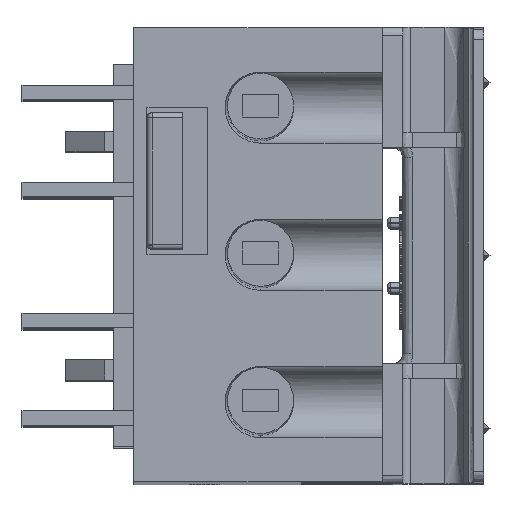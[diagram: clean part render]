
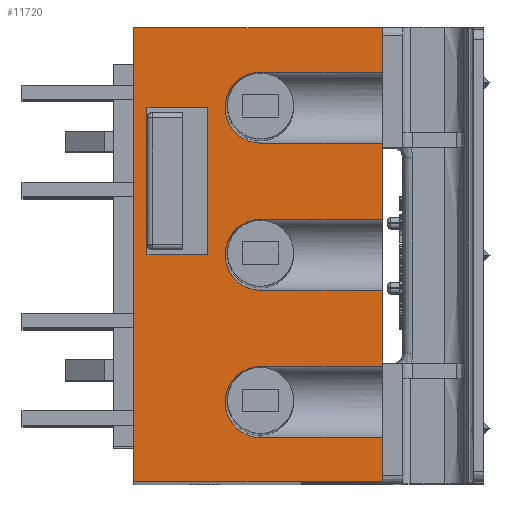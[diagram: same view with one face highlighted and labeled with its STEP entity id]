
A CAD part, top view. The second image highlights one B-rep face of the part: STEP entity #11720.
In plain terms, the highlighted planar face has unit normal (0, 0, 1).
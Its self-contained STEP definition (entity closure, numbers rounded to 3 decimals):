
#128=AXIS2_PLACEMENT_3D('Circle Axis2P3D',#126,#127,$) ;
#135=AXIS2_PLACEMENT_3D('Circle Axis2P3D',#133,#134,$) ;
#2112=AXIS2_PLACEMENT_3D('Circle Axis2P3D',#2110,#2111,$) ;
#2119=AXIS2_PLACEMENT_3D('Circle Axis2P3D',#2117,#2118,$) ;
#2168=AXIS2_PLACEMENT_3D('Circle Axis2P3D',#2166,#2167,$) ;
#2175=AXIS2_PLACEMENT_3D('Circle Axis2P3D',#2173,#2174,$) ;
#11686=AXIS2_PLACEMENT_3D('Plane Axis2P3D',#11683,#11684,#11685) ;
#123=CARTESIAN_POINT('Vertex',(12.5,40.35,80.)) ;
#126=CARTESIAN_POINT('Axis2P3D Location',(12.5,36.85,80.)) ;
#130=CARTESIAN_POINT('Vertex',(9.,36.85,80.)) ;
#133=CARTESIAN_POINT('Axis2P3D Location',(12.5,36.85,80.)) ;
#137=CARTESIAN_POINT('Vertex',(12.5,33.35,80.)) ;
#159=CARTESIAN_POINT('Line Origine',(24.5,29.6,80.)) ;
#163=CARTESIAN_POINT('Vertex',(24.5,33.35,80.)) ;
#165=CARTESIAN_POINT('Vertex',(24.5,25.85,80.)) ;
#186=CARTESIAN_POINT('Vertex',(24.5,18.85,80.)) ;
#189=CARTESIAN_POINT('Line Origine',(24.5,15.1,80.)) ;
#193=CARTESIAN_POINT('Vertex',(24.5,11.35,80.)) ;
#214=CARTESIAN_POINT('Vertex',(24.5,4.35,80.)) ;
#217=CARTESIAN_POINT('Line Origine',(24.5,2.175,80.)) ;
#221=CARTESIAN_POINT('Vertex',(24.5,0.,80.)) ;
#298=CARTESIAN_POINT('Vertex',(24.5,44.7,80.)) ;
#301=CARTESIAN_POINT('Line Origine',(24.5,42.525,80.)) ;
#305=CARTESIAN_POINT('Vertex',(24.5,40.35,80.)) ;
#2107=CARTESIAN_POINT('Vertex',(12.5,25.85,80.)) ;
#2110=CARTESIAN_POINT('Axis2P3D Location',(12.5,22.35,80.)) ;
#2114=CARTESIAN_POINT('Vertex',(9.,22.35,80.)) ;
#2117=CARTESIAN_POINT('Axis2P3D Location',(12.5,22.35,80.)) ;
#2121=CARTESIAN_POINT('Vertex',(12.5,18.85,80.)) ;
#2163=CARTESIAN_POINT('Vertex',(12.5,11.35,80.)) ;
#2166=CARTESIAN_POINT('Axis2P3D Location',(12.5,7.85,80.)) ;
#2170=CARTESIAN_POINT('Vertex',(9.,7.85,80.)) ;
#2173=CARTESIAN_POINT('Axis2P3D Location',(12.5,7.85,80.)) ;
#2177=CARTESIAN_POINT('Vertex',(12.5,4.35,80.)) ;
#2240=CARTESIAN_POINT('Vertex',(0.,0.,80.)) ;
#2243=CARTESIAN_POINT('Line Origine',(0.,22.35,80.)) ;
#2247=CARTESIAN_POINT('Vertex',(0.,44.7,80.)) ;
#8629=CARTESIAN_POINT('Vertex',(7.311,22.35,80.)) ;
#8632=CARTESIAN_POINT('Line Origine',(7.311,29.6,80.)) ;
#8636=CARTESIAN_POINT('Vertex',(7.311,36.85,80.)) ;
#8660=CARTESIAN_POINT('Vertex',(1.311,22.35,80.)) ;
#8663=CARTESIAN_POINT('Line Origine',(4.311,22.35,80.)) ;
#8684=CARTESIAN_POINT('Vertex',(1.311,36.85,80.)) ;
#8687=CARTESIAN_POINT('Line Origine',(1.311,29.6,80.)) ;
#8704=CARTESIAN_POINT('Line Origine',(4.311,36.85,80.)) ;
#11181=CARTESIAN_POINT('Line Origine',(12.25,44.7,80.)) ;
#11444=CARTESIAN_POINT('Line Origine',(12.25,0.,80.)) ;
#11476=CARTESIAN_POINT('Line Origine',(18.5,4.35,80.)) ;
#11554=CARTESIAN_POINT('Line Origine',(18.5,11.35,80.)) ;
#11571=CARTESIAN_POINT('Line Origine',(18.5,18.85,80.)) ;
#11649=CARTESIAN_POINT('Line Origine',(18.5,25.85,80.)) ;
#11671=CARTESIAN_POINT('Line Origine',(18.5,40.35,80.)) ;
#11683=CARTESIAN_POINT('Axis2P3D Location',(0.,0.,80.)) ;
#11688=CARTESIAN_POINT('Line Origine',(18.5,33.35,80.)) ;
#127=DIRECTION('Axis2P3D Direction',(0.,0.,1.)) ;
#134=DIRECTION('Axis2P3D Direction',(0.,0.,1.)) ;
#160=DIRECTION('Vector Direction',(0.,-1.,0.)) ;
#190=DIRECTION('Vector Direction',(0.,-1.,0.)) ;
#218=DIRECTION('Vector Direction',(0.,-1.,0.)) ;
#302=DIRECTION('Vector Direction',(0.,-1.,0.)) ;
#2111=DIRECTION('Axis2P3D Direction',(0.,0.,1.)) ;
#2118=DIRECTION('Axis2P3D Direction',(0.,0.,1.)) ;
#2167=DIRECTION('Axis2P3D Direction',(0.,0.,1.)) ;
#2174=DIRECTION('Axis2P3D Direction',(0.,0.,1.)) ;
#2244=DIRECTION('Vector Direction',(0.,1.,0.)) ;
#8633=DIRECTION('Vector Direction',(0.,1.,0.)) ;
#8664=DIRECTION('Vector Direction',(-1.,0.,0.)) ;
#8688=DIRECTION('Vector Direction',(0.,-1.,0.)) ;
#8705=DIRECTION('Vector Direction',(1.,0.,0.)) ;
#11182=DIRECTION('Vector Direction',(-1.,0.,0.)) ;
#11445=DIRECTION('Vector Direction',(-1.,0.,0.)) ;
#11477=DIRECTION('Vector Direction',(-1.,0.,0.)) ;
#11555=DIRECTION('Vector Direction',(-1.,0.,0.)) ;
#11572=DIRECTION('Vector Direction',(-1.,0.,0.)) ;
#11650=DIRECTION('Vector Direction',(-1.,0.,0.)) ;
#11672=DIRECTION('Vector Direction',(-1.,0.,0.)) ;
#11684=DIRECTION('Axis2P3D Direction',(0.,0.,-1.)) ;
#11685=DIRECTION('Axis2P3D XDirection',(0.,1.,0.)) ;
#11689=DIRECTION('Vector Direction',(-1.,0.,0.)) ;
#161=VECTOR('Line Direction',#160,1.) ;
#191=VECTOR('Line Direction',#190,1.) ;
#219=VECTOR('Line Direction',#218,1.) ;
#303=VECTOR('Line Direction',#302,1.) ;
#2245=VECTOR('Line Direction',#2244,1.) ;
#8634=VECTOR('Line Direction',#8633,1.) ;
#8665=VECTOR('Line Direction',#8664,1.) ;
#8689=VECTOR('Line Direction',#8688,1.) ;
#8706=VECTOR('Line Direction',#8705,1.) ;
#11183=VECTOR('Line Direction',#11182,1.) ;
#11446=VECTOR('Line Direction',#11445,1.) ;
#11478=VECTOR('Line Direction',#11477,1.) ;
#11556=VECTOR('Line Direction',#11555,1.) ;
#11573=VECTOR('Line Direction',#11572,1.) ;
#11651=VECTOR('Line Direction',#11650,1.) ;
#11673=VECTOR('Line Direction',#11672,1.) ;
#11690=VECTOR('Line Direction',#11689,1.) ;
#11694=ORIENTED_EDGE('',*,*,#132,.T.) ;
#11695=ORIENTED_EDGE('',*,*,#11675,.F.) ;
#11696=ORIENTED_EDGE('',*,*,#307,.F.) ;
#11697=ORIENTED_EDGE('',*,*,#11185,.F.) ;
#11698=ORIENTED_EDGE('',*,*,#2249,.T.) ;
#11699=ORIENTED_EDGE('',*,*,#11448,.F.) ;
#11700=ORIENTED_EDGE('',*,*,#223,.F.) ;
#11701=ORIENTED_EDGE('',*,*,#11480,.T.) ;
#11702=ORIENTED_EDGE('',*,*,#2179,.T.) ;
#11703=ORIENTED_EDGE('',*,*,#2172,.T.) ;
#11704=ORIENTED_EDGE('',*,*,#11558,.F.) ;
#11705=ORIENTED_EDGE('',*,*,#195,.F.) ;
#11706=ORIENTED_EDGE('',*,*,#11575,.T.) ;
#11707=ORIENTED_EDGE('',*,*,#2123,.T.) ;
#11708=ORIENTED_EDGE('',*,*,#2116,.T.) ;
#11709=ORIENTED_EDGE('',*,*,#11653,.F.) ;
#11710=ORIENTED_EDGE('',*,*,#167,.F.) ;
#11711=ORIENTED_EDGE('',*,*,#11692,.T.) ;
#11712=ORIENTED_EDGE('',*,*,#139,.T.) ;
#11715=ORIENTED_EDGE('',*,*,#8638,.F.) ;
#11716=ORIENTED_EDGE('',*,*,#8667,.F.) ;
#11717=ORIENTED_EDGE('',*,*,#8691,.F.) ;
#11718=ORIENTED_EDGE('',*,*,#8708,.F.) ;
#11719=FACE_BOUND('',#11714,.T.) ;
#11720=ADVANCED_FACE('Hauptk\X2\00F6\X0\rper',(#11713,#11719),#11687,.F.) ;
#129=CIRCLE('generated circle',#128,3.5) ;
#136=CIRCLE('generated circle',#135,3.5) ;
#2113=CIRCLE('generated circle',#2112,3.5) ;
#2120=CIRCLE('generated circle',#2119,3.5) ;
#2169=CIRCLE('generated circle',#2168,3.5) ;
#2176=CIRCLE('generated circle',#2175,3.5) ;
#132=EDGE_CURVE('',#131,#124,#129,.F.) ;
#139=EDGE_CURVE('',#138,#131,#136,.F.) ;
#167=EDGE_CURVE('',#164,#166,#162,.T.) ;
#195=EDGE_CURVE('',#187,#194,#192,.T.) ;
#223=EDGE_CURVE('',#215,#222,#220,.T.) ;
#307=EDGE_CURVE('',#299,#306,#304,.T.) ;
#2116=EDGE_CURVE('',#2115,#2108,#2113,.F.) ;
#2123=EDGE_CURVE('',#2122,#2115,#2120,.F.) ;
#2172=EDGE_CURVE('',#2171,#2164,#2169,.F.) ;
#2179=EDGE_CURVE('',#2178,#2171,#2176,.F.) ;
#2249=EDGE_CURVE('',#2248,#2241,#2246,.F.) ;
#8638=EDGE_CURVE('',#8630,#8637,#8635,.T.) ;
#8667=EDGE_CURVE('',#8661,#8630,#8666,.F.) ;
#8691=EDGE_CURVE('',#8685,#8661,#8690,.T.) ;
#8708=EDGE_CURVE('',#8637,#8685,#8707,.F.) ;
#11185=EDGE_CURVE('',#2248,#299,#11184,.F.) ;
#11448=EDGE_CURVE('',#222,#2241,#11447,.T.) ;
#11480=EDGE_CURVE('',#215,#2178,#11479,.T.) ;
#11558=EDGE_CURVE('',#194,#2164,#11557,.T.) ;
#11575=EDGE_CURVE('',#187,#2122,#11574,.T.) ;
#11653=EDGE_CURVE('',#166,#2108,#11652,.T.) ;
#11675=EDGE_CURVE('',#306,#124,#11674,.T.) ;
#11692=EDGE_CURVE('',#164,#138,#11691,.T.) ;
#11693=EDGE_LOOP('',(#11694,#11695,#11696,#11697,#11698,#11699,#11700,#11701,#11702,#11703,#11704,#11705,#11706,#11707,#11708,#11709,#11710,#11711,#11712)) ;
#11714=EDGE_LOOP('',(#11715,#11716,#11717,#11718)) ;
#11713=FACE_OUTER_BOUND('',#11693,.T.) ;
#162=LINE('Line',#159,#161) ;
#192=LINE('Line',#189,#191) ;
#220=LINE('Line',#217,#219) ;
#304=LINE('Line',#301,#303) ;
#2246=LINE('Line',#2243,#2245) ;
#8635=LINE('Line',#8632,#8634) ;
#8666=LINE('Line',#8663,#8665) ;
#8690=LINE('Line',#8687,#8689) ;
#8707=LINE('Line',#8704,#8706) ;
#11184=LINE('Line',#11181,#11183) ;
#11447=LINE('Line',#11444,#11446) ;
#11479=LINE('Line',#11476,#11478) ;
#11557=LINE('Line',#11554,#11556) ;
#11574=LINE('Line',#11571,#11573) ;
#11652=LINE('Line',#11649,#11651) ;
#11674=LINE('Line',#11671,#11673) ;
#11691=LINE('Line',#11688,#11690) ;
#11687=PLANE('',#11686) ;
#124=VERTEX_POINT('',#123) ;
#131=VERTEX_POINT('',#130) ;
#138=VERTEX_POINT('',#137) ;
#164=VERTEX_POINT('',#163) ;
#166=VERTEX_POINT('',#165) ;
#187=VERTEX_POINT('',#186) ;
#194=VERTEX_POINT('',#193) ;
#215=VERTEX_POINT('',#214) ;
#222=VERTEX_POINT('',#221) ;
#299=VERTEX_POINT('',#298) ;
#306=VERTEX_POINT('',#305) ;
#2108=VERTEX_POINT('',#2107) ;
#2115=VERTEX_POINT('',#2114) ;
#2122=VERTEX_POINT('',#2121) ;
#2164=VERTEX_POINT('',#2163) ;
#2171=VERTEX_POINT('',#2170) ;
#2178=VERTEX_POINT('',#2177) ;
#2241=VERTEX_POINT('',#2240) ;
#2248=VERTEX_POINT('',#2247) ;
#8630=VERTEX_POINT('',#8629) ;
#8637=VERTEX_POINT('',#8636) ;
#8661=VERTEX_POINT('',#8660) ;
#8685=VERTEX_POINT('',#8684) ;
